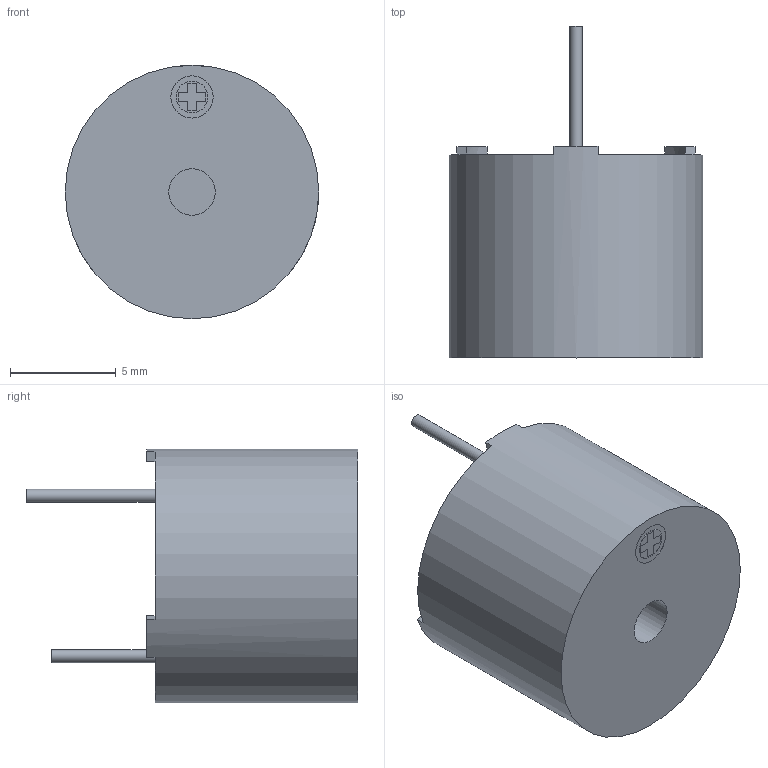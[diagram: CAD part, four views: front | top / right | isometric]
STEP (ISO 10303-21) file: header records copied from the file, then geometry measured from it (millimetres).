
FILE_DESCRIPTION(/* description */ (''),/* implementation_level */ '2;1');
FILE_NAME(/* name */ 'Buzzer 5v.stp',/* time_stamp */ '2022-06-29T17:12:17-03:00',/* author */ ('pedro'),/* organization */ (''),/* preprocessor_version */ 'ST-DEVELOPER v18.1',/* originating_system */ 'Autodesk Inventor 2022',/* authorisation */ '');
FILE_SCHEMA (('AUTOMOTIVE_DESIGN { 1 0 10303 214 3 1 1 }'));
Length unit declared in the file: millimetre
Products named in the file (1): Buzzer 5v
Bounding box: 12 x 15.7 x 12 mm (x, y, z)
Volume: 1073 mm3; surface area: 632.7 mm2
Topology: 1 solids, 1 shells, 39 faces, 92 edges, 61 vertices
Faces by surface type: plane 32, cylinder 7
Full cylindrical faces by diameter (mm): 0.6 x2, 1.5 x1, 2 x1, 2.2 x1, 11 x1, 12 x1
Entity records: 1178 total; most frequent: DIRECTION 197, CARTESIAN_POINT 193, ORIENTED_EDGE 184, EDGE_CURVE 92, LINE 67, VECTOR 67, AXIS2_PLACEMENT_3D 65, VERTEX_POINT 61
